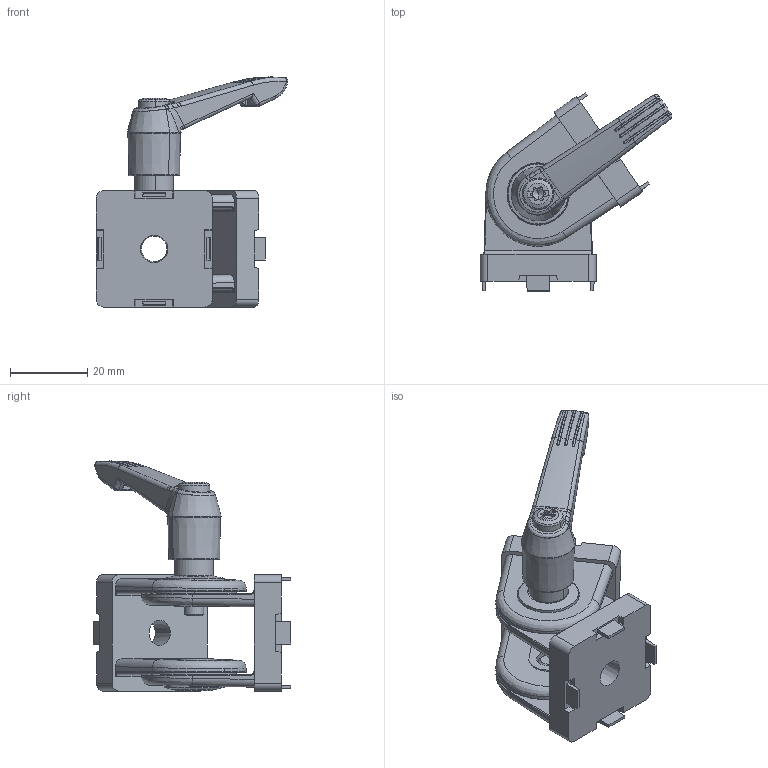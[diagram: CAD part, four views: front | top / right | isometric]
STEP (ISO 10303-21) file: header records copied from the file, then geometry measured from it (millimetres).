
FILE_DESCRIPTION(('FreeCAD Model'),'2;1');
FILE_NAME('Open CASCADE Shape Model','2024-03-18T17:44:25',(''),(''), 'Open CASCADE STEP processor 7.6','FreeCAD','Unknown');
FILE_SCHEMA(('AUTOMOTIVE_DESIGN { 1 0 10303 214 1 1 1 1 }'));
Length unit declared in the file: millimetre
Products named in the file (10): STI6-EOBP; SOLID; SOLID001; SOLID002; SOLID003; SOLID004; SOLID005; SOLID006; SOLID007; SOLID008
Assembly tree (9 placements, depth 2):
  STI6-EOBP
    SOLID
    SOLID001
    SOLID002
    SOLID003
    SOLID004
    SOLID005
    SOLID006
    SOLID007
    SOLID008
Bounding box: 49.54 x 51.1 x 59.39 mm (x, y, z)
Volume: 24695.5 mm3; surface area: 17866.8 mm2
Topology: 9 solids, 10 shells, 585 faces, 1396 edges, 852 vertices
Faces by surface type: plane 194, cylinder 143, bspline 104, torus 62, cone 54, sphere 19, revolution 9
Entity records: 55215 total; most frequent: CARTESIAN_POINT 28928, DIRECTION 4390, ORIENTED_EDGE 2772, PCURVE 2772, DEFINITIONAL_REPRESENTATION 2772, LINE 2249, VECTOR 2249, EDGE_CURVE 1386
